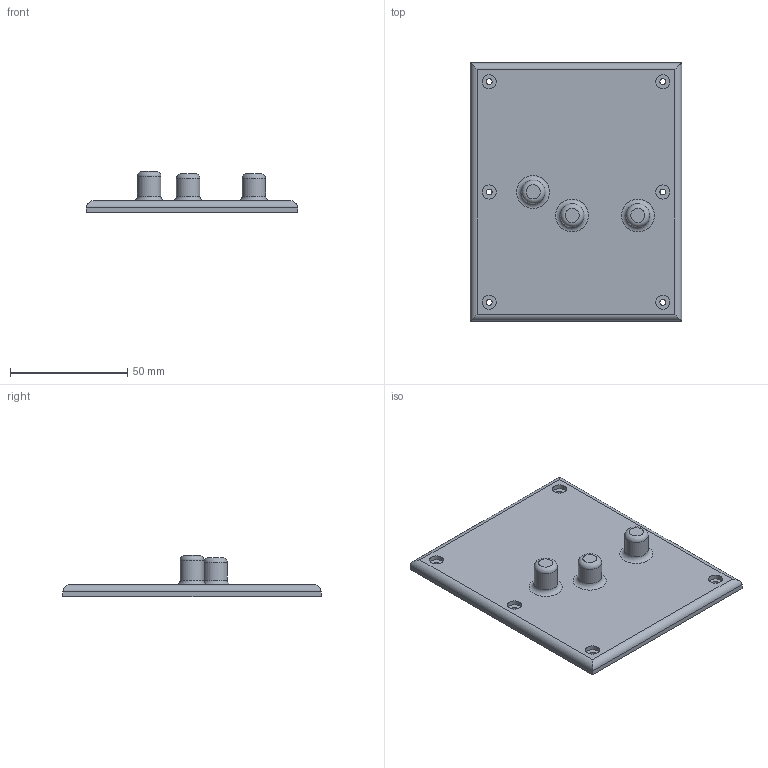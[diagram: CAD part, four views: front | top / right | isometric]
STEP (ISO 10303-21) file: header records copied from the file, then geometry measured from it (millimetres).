
FILE_DESCRIPTION(/* description */ (''),/* implementation_level */ '2;1');
FILE_NAME(/* name */ 'solar_panel_back_lid.stp',/* time_stamp */ '2019-07-07T14:29:49+02:00',/* author */ ('ZEUSLAP'),/* organization */ (''),/* preprocessor_version */ 'ST-DEVELOPER v16.13',/* originating_system */ 'Autodesk Inventor 2018',/* authorisation */ '');
FILE_SCHEMA (('AUTOMOTIVE_DESIGN { 1 0 10303 214 3 1 1 }'));
Length unit declared in the file: millimetre
Products named in the file (1): solar_panel_back_lid
Bounding box: 90 x 110 x 17.5 mm (x, y, z)
Volume: 45514.2 mm3; surface area: 23404.9 mm2
Topology: 1 solids, 1 shells, 56 faces, 110 edges, 70 vertices
Faces by surface type: plane 28, cylinder 22, torus 6
Full cylindrical faces by diameter (mm): 1.5 x3, 2.5 x6, 6 x6, 10 x3
Entity records: 1383 total; most frequent: DIRECTION 246, CARTESIAN_POINT 213, ORIENTED_EDGE 172, EDGE_LOOP 106, AXIS2_PLACEMENT_3D 103, EDGE_CURVE 86, VERTEX_POINT 70, FACE_OUTER_BOUND 56
